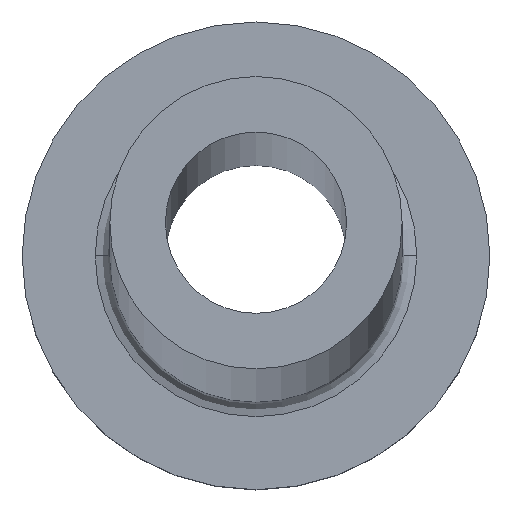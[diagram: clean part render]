
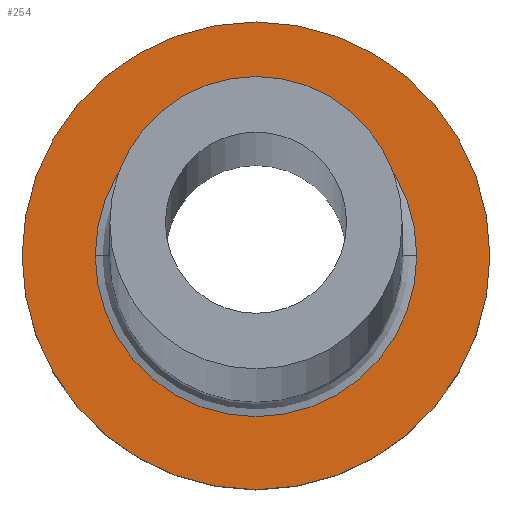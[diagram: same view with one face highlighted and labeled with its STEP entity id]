
A CAD part, top view. The second image highlights one B-rep face of the part: STEP entity #254.
In plain terms, the highlighted planar face has unit normal (0, 0, 1).
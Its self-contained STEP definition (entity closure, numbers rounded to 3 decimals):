
#6 = CARTESIAN_POINT ( 'NONE',  ( 0., 0., 5. ) ) ;
#7 = EDGE_CURVE ( 'NONE', #283, #86, #377, .T. ) ;
#12 = CARTESIAN_POINT ( 'NONE',  ( 0., 0., 5. ) ) ;
#18 = CARTESIAN_POINT ( 'NONE',  ( 5.5, 0., 5. ) ) ;
#29 = EDGE_CURVE ( 'NONE', #36, #130, #274, .T. ) ;
#36 = VERTEX_POINT ( 'NONE', #303 ) ;
#39 = DIRECTION ( 'NONE',  ( 1., 0., 0. ) ) ;
#48 = CARTESIAN_POINT ( 'NONE',  ( -5.5, 0., 5. ) ) ;
#53 = ORIENTED_EDGE ( 'NONE', *, *, #331, .T. ) ;
#54 = DIRECTION ( 'NONE',  ( 1., 0., 0. ) ) ;
#84 = CARTESIAN_POINT ( 'NONE',  ( 0., 0., 5. ) ) ;
#86 = VERTEX_POINT ( 'NONE', #18 ) ;
#124 = DIRECTION ( 'NONE',  ( 0., 0., -1. ) ) ;
#130 = VERTEX_POINT ( 'NONE', #210 ) ;
#133 = DIRECTION ( 'NONE',  ( 0., 0., 1. ) ) ;
#143 = DIRECTION ( 'NONE',  ( 1., 0., 0. ) ) ;
#146 = EDGE_CURVE ( 'NONE', #130, #36, #335, .T. ) ;
#168 = ORIENTED_EDGE ( 'NONE', *, *, #29, .T. ) ;
#183 = ORIENTED_EDGE ( 'NONE', *, *, #7, .T. ) ;
#199 = AXIS2_PLACEMENT_3D ( 'NONE', #6, #124, #239 ) ;
#204 = EDGE_LOOP ( 'NONE', ( #53, #183 ) ) ;
#210 = CARTESIAN_POINT ( 'NONE',  ( 8., 0., 5. ) ) ;
#211 = AXIS2_PLACEMENT_3D ( 'NONE', #12, #244, #39 ) ;
#237 = DIRECTION ( 'NONE',  ( 0., 0., 1. ) ) ;
#239 = DIRECTION ( 'NONE',  ( 1., 0., 0. ) ) ;
#244 = DIRECTION ( 'NONE',  ( 0., 0., 1. ) ) ;
#254 = ADVANCED_FACE ( 'NONE', ( #322, #375 ), #313, .T. ) ;
#274 = CIRCLE ( 'NONE', #211, 8. ) ;
#275 = EDGE_LOOP ( 'NONE', ( #168, #359 ) ) ;
#283 = VERTEX_POINT ( 'NONE', #48 ) ;
#288 = CARTESIAN_POINT ( 'NONE',  ( 0., 0., 5. ) ) ;
#291 = DIRECTION ( 'NONE',  ( 0., 0., -1. ) ) ;
#298 = AXIS2_PLACEMENT_3D ( 'NONE', #339, #237, #365 ) ;
#303 = CARTESIAN_POINT ( 'NONE',  ( -8., 0., 5. ) ) ;
#306 = AXIS2_PLACEMENT_3D ( 'NONE', #288, #133, #54 ) ;
#313 = PLANE ( 'NONE',  #306 ) ;
#322 = FACE_BOUND ( 'NONE', #204, .T. ) ;
#327 = CIRCLE ( 'NONE', #378, 5.5 ) ;
#331 = EDGE_CURVE ( 'NONE', #86, #283, #327, .T. ) ;
#335 = CIRCLE ( 'NONE', #298, 8. ) ;
#339 = CARTESIAN_POINT ( 'NONE',  ( 0., 0., 5. ) ) ;
#359 = ORIENTED_EDGE ( 'NONE', *, *, #146, .T. ) ;
#365 = DIRECTION ( 'NONE',  ( 1., 0., 0. ) ) ;
#375 = FACE_OUTER_BOUND ( 'NONE', #275, .T. ) ;
#377 = CIRCLE ( 'NONE', #199, 5.5 ) ;
#378 = AXIS2_PLACEMENT_3D ( 'NONE', #84, #291, #143 ) ;
